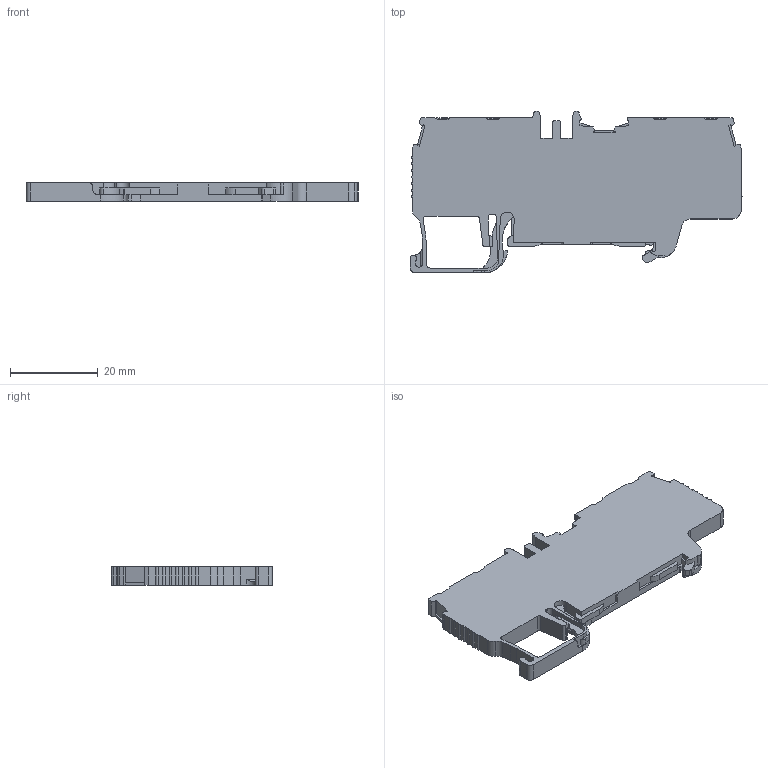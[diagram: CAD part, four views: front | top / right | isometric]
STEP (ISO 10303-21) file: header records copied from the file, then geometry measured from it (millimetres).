
FILE_DESCRIPTION (( 'STEP AP214' ), '1' );
FILE_NAME ('336450_PYK 1.5CT.STP', '2015-08-07T08:21:08', ( '' ), ( '' ), 'SwSTEP 2.0', 'SolidWorks 2015', '' );
FILE_SCHEMA (( 'AUTOMOTIVE_DESIGN' ));
Length unit declared in the file: millimetre
Products named in the file (1): 336450_PYK 1.5CT
Bounding box: 75.48 x 36.62 x 4.15 mm (x, y, z)
Volume: 7944.6 mm3; surface area: 5439.5 mm2
Topology: 1 solids, 1 shells, 415 faces, 1184 edges, 775 vertices
Faces by surface type: plane 239, cylinder 147, cone 29
Entity records: 14782 total; most frequent: CARTESIAN_POINT 2636, ORIENTED_EDGE 2368, DIRECTION 2278, EDGE_CURVE 1184, LINE 786, VECTOR 786, VERTEX_POINT 775, AXIS2_PLACEMENT_3D 746
